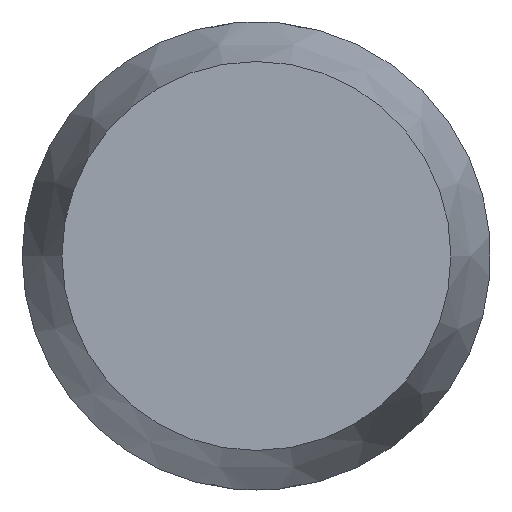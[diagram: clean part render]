
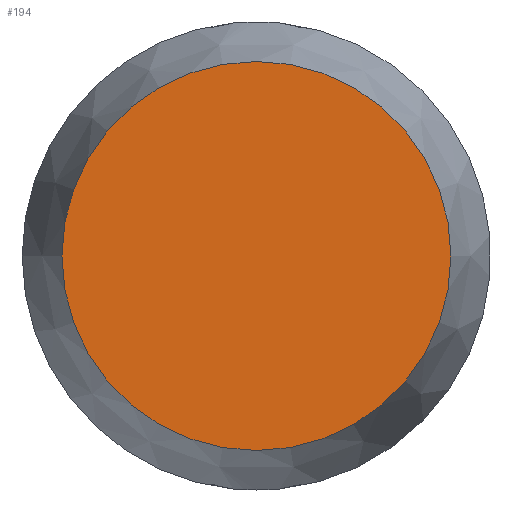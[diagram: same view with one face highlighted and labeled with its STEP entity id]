
A CAD part, front view. The second image highlights one B-rep face of the part: STEP entity #194.
In plain terms, the highlighted planar face has unit normal (0, -1, 0).
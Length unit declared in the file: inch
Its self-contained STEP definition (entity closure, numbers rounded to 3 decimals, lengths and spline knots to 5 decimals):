
#26=CIRCLE($,#212,0.098);
#42=FACE_OUTER_BOUND($,#56,.T.);
#56=EDGE_LOOP($,(#176));
#98=VERTEX_POINT($,#387);
#122=EDGE_CURVE($,#98,#98,#26,.T.);
#176=ORIENTED_EDGE($,*,*,#122,.F.);
#182=PLANE($,#217);
#194=ADVANCED_FACE($,(#42),#182,.T.);
#212=AXIS2_PLACEMENT_3D($,#388,#256,#257);
#217=AXIS2_PLACEMENT_3D($,#408,#266,#267);
#256=DIRECTION('center_axis',(0.,1.,0.));
#257=DIRECTION('ref_axis',(-1.,0.,0.));
#266=DIRECTION('center_axis',(0.,-1.,0.));
#267=DIRECTION('ref_axis',(0.,0.,-1.));
#387=CARTESIAN_POINT('',(-0.098,-0.394,0.));
#388=CARTESIAN_POINT('Origin',(0.,-0.394,0.));
#408=CARTESIAN_POINT('Origin',(-0.049,-0.394,0.));
